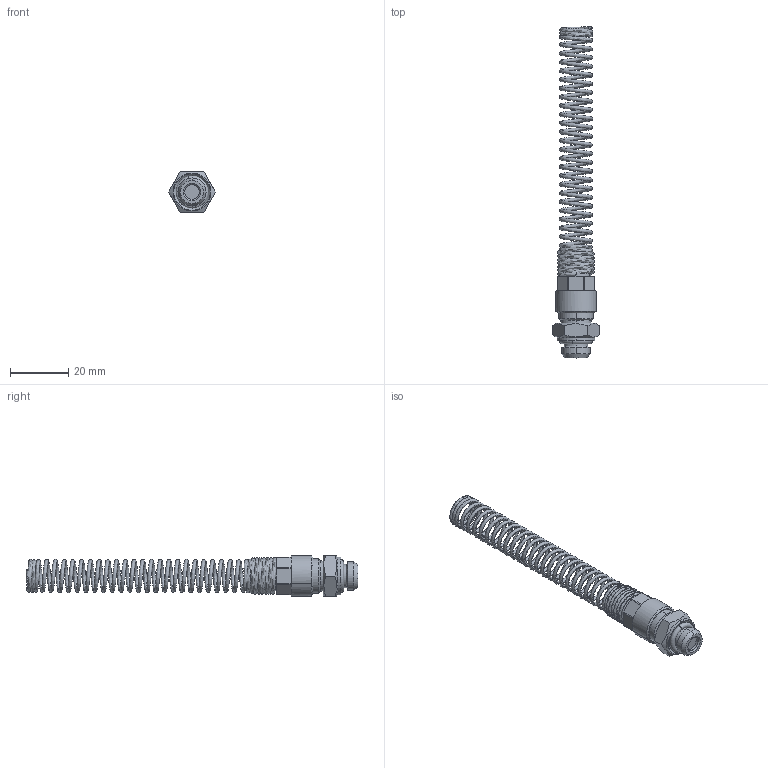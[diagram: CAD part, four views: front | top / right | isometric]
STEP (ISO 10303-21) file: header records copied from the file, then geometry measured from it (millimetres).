
FILE_DESCRIPTION (( 'STEP AP214' ), '1' );
FILE_NAME ('0102800005.step', '2012-09-28T13:20:27', ( '' ), ( '' ), 'SwSTEP 2.0', 'SolidWorks 2012', '' );
FILE_SCHEMA (( 'AUTOMOTIVE_DESIGN' ));
Length unit declared in the file: millimetre
Products named in the file (1): 0102800005
Bounding box: 16.17 x 114 x 14 mm (x, y, z)
Volume: 5764.3 mm3; surface area: 7653.5 mm2
Topology: 3 solids, 3 shells, 119 faces, 272 edges, 167 vertices
Faces by surface type: cylinder 43, cone 36, plane 28, torus 8, bspline 4
Entity records: 21225 total; most frequent: CARTESIAN_POINT 17264, ORIENTED_EDGE 544, DIRECTION 540, EDGE_CURVE 272, AXIS2_PLACEMENT_3D 224, VERTEX_POINT 167, EDGE_LOOP 129, UNCERTAINTY_MEASURE_WITH_UNIT 124
